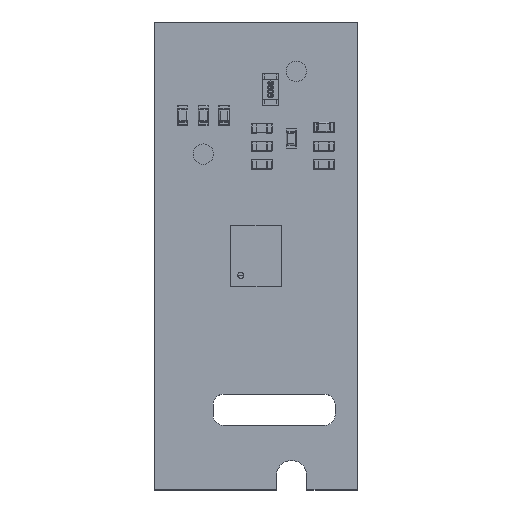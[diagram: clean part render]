
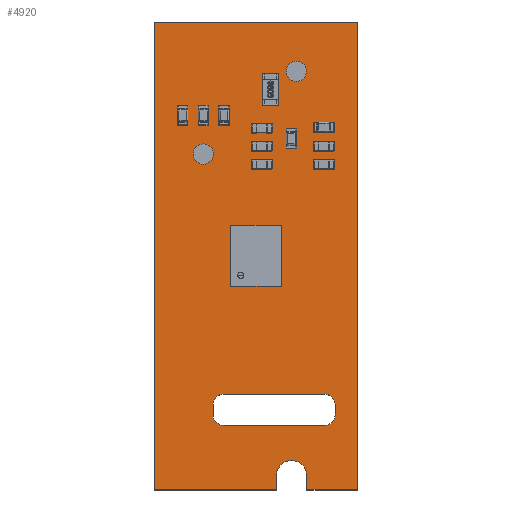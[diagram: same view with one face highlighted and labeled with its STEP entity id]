
A CAD part, top view. The second image highlights one B-rep face of the part: STEP entity #4920.
In plain terms, the highlighted planar face has unit normal (0, 0, 1).
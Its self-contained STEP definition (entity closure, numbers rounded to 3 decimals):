
#2569=FACE_OUTER_BOUND($,#3426,.F.);
#2579=FACE_OUTER_BOUND($,#3436,.T.);
#3426=EDGE_LOOP($,(#7281,#7282,#7283,#7284,#7285,#7286,#7287,#7288));
#3436=EDGE_LOOP($,(#7329,#7330,#7331,#7332,#7333,#7334,#7335,#7336));
#4315=PLANE($,#6107);
#4920=ADVANCED_FACE($,(#2569,#2579),#4315,.T.);
#5774=CIRCLE($,#6106,0.75);
#5776=CIRCLE($,#6118,0.508);
#5777=CIRCLE($,#6119,0.508);
#5778=CIRCLE($,#6120,0.508);
#5779=CIRCLE($,#6121,0.508);
#6106=AXIS2_PLACEMENT_3D($,#22891,#18912,$);
#6107=AXIS2_PLACEMENT_3D($,#22883,#18912,$);
#6118=AXIS2_PLACEMENT_3D($,#22912,#18912,$);
#6119=AXIS2_PLACEMENT_3D($,#22913,#18912,$);
#6120=AXIS2_PLACEMENT_3D($,#22914,#18912,$);
#6121=AXIS2_PLACEMENT_3D($,#22915,#18912,$);
#7281=ORIENTED_EDGE($,*,*,#11723,.T.);
#7282=ORIENTED_EDGE($,*,*,#11724,.T.);
#7283=ORIENTED_EDGE($,*,*,#11725,.T.);
#7284=ORIENTED_EDGE($,*,*,#11726,.T.);
#7285=ORIENTED_EDGE($,*,*,#11727,.T.);
#7286=ORIENTED_EDGE($,*,*,#11728,.T.);
#7287=ORIENTED_EDGE($,*,*,#11729,.T.);
#7288=ORIENTED_EDGE($,*,*,#11730,.T.);
#7329=ORIENTED_EDGE($,*,*,#11748,.T.);
#7330=ORIENTED_EDGE($,*,*,#11749,.T.);
#7331=ORIENTED_EDGE($,*,*,#11750,.T.);
#7332=ORIENTED_EDGE($,*,*,#11751,.T.);
#7333=ORIENTED_EDGE($,*,*,#11752,.T.);
#7334=ORIENTED_EDGE($,*,*,#11753,.T.);
#7335=ORIENTED_EDGE($,*,*,#11754,.T.);
#7336=ORIENTED_EDGE($,*,*,#11755,.T.);
#11723=EDGE_CURVE($,#17368,#17369,#15657,.T.);
#11724=EDGE_CURVE($,#17369,#17370,#15658,.T.);
#11725=EDGE_CURVE($,#17370,#17371,#15659,.T.);
#11726=EDGE_CURVE($,#17371,#17372,#15660,.T.);
#11727=EDGE_CURVE($,#17372,#17373,#15661,.T.);
#11728=EDGE_CURVE($,#17373,#17374,#15662,.T.);
#11729=EDGE_CURVE($,#17374,#17375,#5774,.T.);
#11730=EDGE_CURVE($,#17375,#17368,#15663,.T.);
#11748=EDGE_CURVE($,#17386,#17387,#15680,.T.);
#11749=EDGE_CURVE($,#17387,#17388,#5776,.F.);
#11750=EDGE_CURVE($,#17388,#17389,#15681,.T.);
#11751=EDGE_CURVE($,#17389,#17390,#5777,.F.);
#11752=EDGE_CURVE($,#17390,#17391,#15682,.T.);
#11753=EDGE_CURVE($,#17391,#17392,#5778,.F.);
#11754=EDGE_CURVE($,#17392,#17393,#15683,.T.);
#11755=EDGE_CURVE($,#17393,#17386,#5779,.F.);
#13946=VECTOR($,#18915,6.);
#13947=VECTOR($,#18916,23.);
#13948=VECTOR($,#18917,10.);
#13949=VECTOR($,#18918,23.);
#13950=VECTOR($,#18919,2.5);
#13951=VECTOR($,#18920,0.7);
#13952=VECTOR($,#18921,0.7);
#13969=VECTOR($,#18945,0.508);
#13970=VECTOR($,#18946,4.984);
#13971=VECTOR($,#18947,0.508);
#13972=VECTOR($,#18948,4.984);
#15657=LINE($,#22882,#13946);
#15658=LINE($,#22883,#13947);
#15659=LINE($,#22884,#13948);
#15660=LINE($,#22885,#13949);
#15661=LINE($,#22886,#13950);
#15662=LINE($,#22887,#13951);
#15663=LINE($,#22889,#13952);
#15680=LINE($,#22903,#13969);
#15681=LINE($,#22905,#13970);
#15682=LINE($,#22907,#13971);
#15683=LINE($,#22909,#13972);
#17368=VERTEX_POINT($,#22882);
#17369=VERTEX_POINT($,#22883);
#17370=VERTEX_POINT($,#22884);
#17371=VERTEX_POINT($,#22885);
#17372=VERTEX_POINT($,#22886);
#17373=VERTEX_POINT($,#22887);
#17374=VERTEX_POINT($,#22888);
#17375=VERTEX_POINT($,#22889);
#17386=VERTEX_POINT($,#22903);
#17387=VERTEX_POINT($,#22904);
#17388=VERTEX_POINT($,#22905);
#17389=VERTEX_POINT($,#22906);
#17390=VERTEX_POINT($,#22907);
#17391=VERTEX_POINT($,#22908);
#17392=VERTEX_POINT($,#22909);
#17393=VERTEX_POINT($,#22910);
#18912=DIRECTION($,(0.,0.,1.));
#18915=DIRECTION($,(-1.,0.,0.));
#18916=DIRECTION($,(0.,1.,0.));
#18917=DIRECTION($,(1.,0.,0.));
#18918=DIRECTION($,(0.,-1.,0.));
#18919=DIRECTION($,(-1.,0.,0.));
#18920=DIRECTION($,(0.,1.,0.));
#18921=DIRECTION($,(0.,-1.,0.));
#18945=DIRECTION($,(0.,1.,0.));
#18946=DIRECTION($,(1.,0.,0.));
#18947=DIRECTION($,(0.,-1.,0.));
#18948=DIRECTION($,(-1.,0.,0.));
#22882=CARTESIAN_POINT('',(6.,0.,0.));
#22883=CARTESIAN_POINT('',(0.,0.,0.));
#22884=CARTESIAN_POINT('',(0.,23.,0.));
#22885=CARTESIAN_POINT('',(10.,23.,0.));
#22886=CARTESIAN_POINT('',(10.,0.,0.));
#22887=CARTESIAN_POINT('',(7.5,0.,0.));
#22888=CARTESIAN_POINT('',(7.5,0.7,0.));
#22889=CARTESIAN_POINT('',(6.,0.7,0.));
#22891=CARTESIAN_POINT('',(6.75,0.7,0.));
#22903=CARTESIAN_POINT('',(2.89,3.683,0.));
#22904=CARTESIAN_POINT('',(2.89,4.191,0.));
#22905=CARTESIAN_POINT('',(3.398,4.699,0.));
#22906=CARTESIAN_POINT('',(8.382,4.699,0.));
#22907=CARTESIAN_POINT('',(8.89,4.191,0.));
#22908=CARTESIAN_POINT('',(8.89,3.683,0.));
#22909=CARTESIAN_POINT('',(8.382,3.175,0.));
#22910=CARTESIAN_POINT('',(3.398,3.175,0.));
#22912=CARTESIAN_POINT('',(3.398,4.191,0.));
#22913=CARTESIAN_POINT('',(8.382,4.191,0.));
#22914=CARTESIAN_POINT('',(8.382,3.683,0.));
#22915=CARTESIAN_POINT('',(3.398,3.683,0.));
